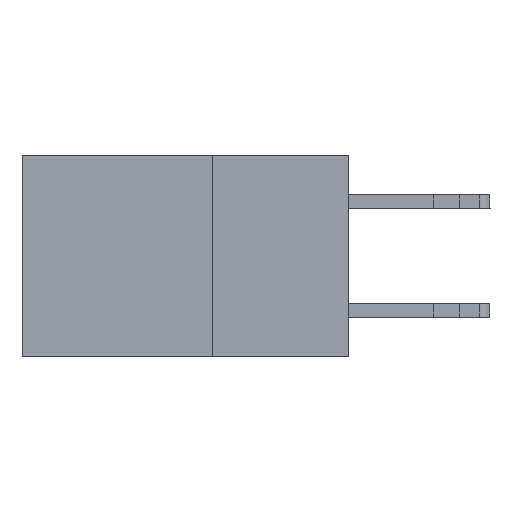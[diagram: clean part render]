
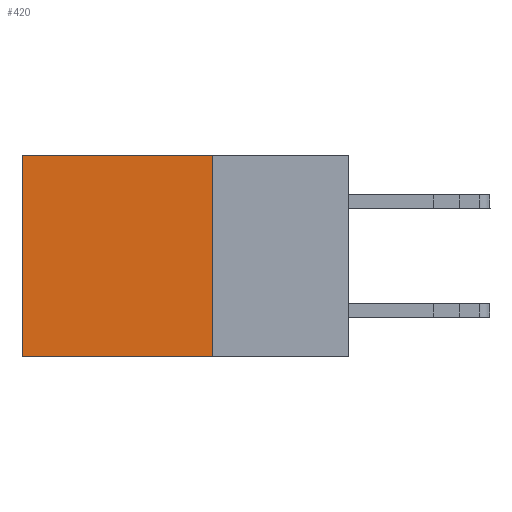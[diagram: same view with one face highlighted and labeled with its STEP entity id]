
A CAD part, left-side view. The second image highlights one B-rep face of the part: STEP entity #420.
In plain terms, the highlighted planar face has unit normal (-1, 0, 0).
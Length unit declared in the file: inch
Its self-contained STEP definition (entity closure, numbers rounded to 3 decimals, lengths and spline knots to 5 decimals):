
#420 = ADVANCED_FACE ( 'NONE', ( #5261 ), #1745, .F. ) ;
#510 = ORIENTED_EDGE ( 'NONE', *, *, #7979, .T. ) ;
#860 = ORIENTED_EDGE ( 'NONE', *, *, #1365, .T. ) ;
#1129 = EDGE_CURVE ( 'NONE', #2432, #6814, #3220, .T. ) ;
#1239 = LINE ( 'NONE', #18129, #6714 ) ;
#1365 = EDGE_CURVE ( 'NONE', #12990, #7014, #1239, .T. ) ;
#1745 = PLANE ( 'NONE',  #18872 ) ;
#1944 = DIRECTION ( 'NONE',  ( 0., 0., -1. ) ) ;
#2432 = VERTEX_POINT ( 'NONE', #15370 ) ;
#2556 = CARTESIAN_POINT ( 'NONE',  ( 0.2615, 0.6, -0.37 ) ) ;
#2714 = LINE ( 'NONE', #18870, #3100 ) ;
#3100 = VECTOR ( 'NONE', #4683, 39.37008 ) ;
#3220 = LINE ( 'NONE', #9548, #8685 ) ;
#3604 = CARTESIAN_POINT ( 'NONE',  ( 0.2615, 0.6, 0. ) ) ;
#4175 = VECTOR ( 'NONE', #6977, 39.37008 ) ;
#4683 = DIRECTION ( 'NONE',  ( 0., 0., -1. ) ) ;
#5261 = FACE_OUTER_BOUND ( 'NONE', #10726, .T. ) ;
#6714 = VECTOR ( 'NONE', #20084, 39.37008 ) ;
#6814 = VERTEX_POINT ( 'NONE', #2556 ) ;
#6977 = DIRECTION ( 'NONE',  ( 0., 0., -1. ) ) ;
#6996 = CARTESIAN_POINT ( 'NONE',  ( 0.2615, 0.25, 0. ) ) ;
#7014 = VERTEX_POINT ( 'NONE', #3604 ) ;
#7979 = EDGE_CURVE ( 'NONE', #7014, #6814, #10186, .T. ) ;
#8428 = CARTESIAN_POINT ( 'NONE',  ( 0.2615, 0.6, -0.37 ) ) ;
#8685 = VECTOR ( 'NONE', #17511, 39.37008 ) ;
#9548 = CARTESIAN_POINT ( 'NONE',  ( 0.2615, 0.25, -0.37 ) ) ;
#10186 = LINE ( 'NONE', #8428, #4175 ) ;
#10726 = EDGE_LOOP ( 'NONE', ( #510, #19194, #15250, #860 ) ) ;
#11577 = DIRECTION ( 'NONE',  ( 1., 0., 0. ) ) ;
#11750 = EDGE_CURVE ( 'NONE', #12990, #2432, #2714, .T. ) ;
#12990 = VERTEX_POINT ( 'NONE', #6996 ) ;
#15250 = ORIENTED_EDGE ( 'NONE', *, *, #11750, .F. ) ;
#15370 = CARTESIAN_POINT ( 'NONE',  ( 0.2615, 0.25, -0.37 ) ) ;
#17511 = DIRECTION ( 'NONE',  ( 0., 1., 0. ) ) ;
#18129 = CARTESIAN_POINT ( 'NONE',  ( 0.2615, 0.25, 0. ) ) ;
#18870 = CARTESIAN_POINT ( 'NONE',  ( 0.2615, 0.25, -0.37 ) ) ;
#18872 = AXIS2_PLACEMENT_3D ( 'NONE', #19240, #11577, #1944 ) ;
#19194 = ORIENTED_EDGE ( 'NONE', *, *, #1129, .F. ) ;
#19240 = CARTESIAN_POINT ( 'NONE',  ( 0.2615, 0.25, -0.37 ) ) ;
#20084 = DIRECTION ( 'NONE',  ( 0., 1., 0. ) ) ;
